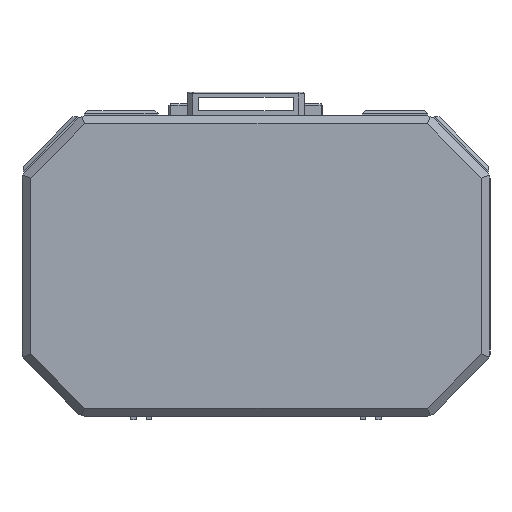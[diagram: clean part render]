
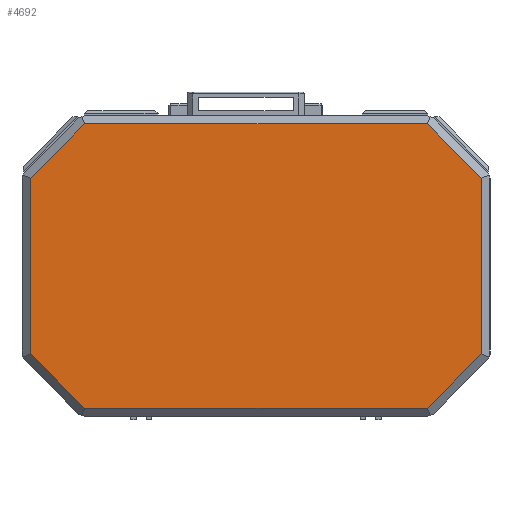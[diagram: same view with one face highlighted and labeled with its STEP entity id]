
A CAD part, front view. The second image highlights one B-rep face of the part: STEP entity #4692.
In plain terms, the highlighted planar face has unit normal (0, -1, 0).
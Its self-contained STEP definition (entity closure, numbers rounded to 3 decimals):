
#269=FACE_OUTER_BOUND('',#538,.T.);
#538=EDGE_LOOP('',(#3564,#3565,#3566,#3567,#3568,#3569,#3570,#3571));
#944=LINE('',#7069,#1557);
#953=LINE('',#7086,#1566);
#960=LINE('',#7101,#1573);
#961=LINE('',#7103,#1574);
#962=LINE('',#7105,#1575);
#963=LINE('',#7107,#1576);
#964=LINE('',#7109,#1577);
#965=LINE('',#7110,#1578);
#1557=VECTOR('',#5763,10.);
#1566=VECTOR('',#5774,10.);
#1573=VECTOR('',#5787,10.);
#1574=VECTOR('',#5788,10.);
#1575=VECTOR('',#5789,10.);
#1576=VECTOR('',#5790,10.);
#1577=VECTOR('',#5791,10.);
#1578=VECTOR('',#5792,10.);
#2099=VERTEX_POINT('',#7066);
#2100=VERTEX_POINT('',#7068);
#2107=VERTEX_POINT('',#7084);
#2112=VERTEX_POINT('',#7100);
#2113=VERTEX_POINT('',#7102);
#2114=VERTEX_POINT('',#7104);
#2115=VERTEX_POINT('',#7106);
#2116=VERTEX_POINT('',#7108);
#2626=EDGE_CURVE('',#2099,#2100,#944,.T.);
#2635=EDGE_CURVE('',#2107,#2099,#953,.T.);
#2642=EDGE_CURVE('',#2112,#2107,#960,.T.);
#2643=EDGE_CURVE('',#2113,#2112,#961,.T.);
#2644=EDGE_CURVE('',#2114,#2113,#962,.T.);
#2645=EDGE_CURVE('',#2115,#2114,#963,.T.);
#2646=EDGE_CURVE('',#2116,#2115,#964,.T.);
#2647=EDGE_CURVE('',#2100,#2116,#965,.T.);
#3564=ORIENTED_EDGE('',*,*,#2626,.F.);
#3565=ORIENTED_EDGE('',*,*,#2635,.F.);
#3566=ORIENTED_EDGE('',*,*,#2642,.F.);
#3567=ORIENTED_EDGE('',*,*,#2643,.F.);
#3568=ORIENTED_EDGE('',*,*,#2644,.F.);
#3569=ORIENTED_EDGE('',*,*,#2645,.F.);
#3570=ORIENTED_EDGE('',*,*,#2646,.F.);
#3571=ORIENTED_EDGE('',*,*,#2647,.F.);
#4435=PLANE('',#5024);
#4692=ADVANCED_FACE('',(#269),#4435,.T.);
#5024=AXIS2_PLACEMENT_3D('',#7099,#5785,#5786);
#5763=DIRECTION('',(-0.707,0.,-0.707));
#5774=DIRECTION('',(0.,0.,-1.));
#5785=DIRECTION('center_axis',(0.,-1.,0.));
#5786=DIRECTION('ref_axis',(0.,0.,-1.));
#5787=DIRECTION('',(0.707,0.,-0.707));
#5788=DIRECTION('',(1.,0.,0.));
#5789=DIRECTION('',(0.707,0.,0.707));
#5790=DIRECTION('',(0.,0.,1.));
#5791=DIRECTION('',(-0.707,0.,0.707));
#5792=DIRECTION('',(-1.,0.,0.));
#7066=CARTESIAN_POINT('',(67.5,-45.,-26.287));
#7068=CARTESIAN_POINT('',(51.287,-45.,-42.5));
#7069=CARTESIAN_POINT('',(48.724,-45.,-45.063));
#7084=CARTESIAN_POINT('',(67.5,-45.,26.287));
#7086=CARTESIAN_POINT('',(67.5,-45.,-13.661));
#7099=CARTESIAN_POINT('Origin',(0.,-45.,0.));
#7100=CARTESIAN_POINT('',(51.287,-45.,42.5));
#7101=CARTESIAN_POINT('',(57.563,-45.,36.224));
#7102=CARTESIAN_POINT('',(-51.287,-45.,42.5));
#7103=CARTESIAN_POINT('',(26.161,-45.,42.5));
#7104=CARTESIAN_POINT('',(-67.5,-45.,26.287));
#7105=CARTESIAN_POINT('',(-48.724,-45.,45.063));
#7106=CARTESIAN_POINT('',(-67.5,-45.,-26.287));
#7107=CARTESIAN_POINT('',(-67.5,-45.,13.661));
#7108=CARTESIAN_POINT('',(-51.287,-45.,-42.5));
#7109=CARTESIAN_POINT('',(-57.563,-45.,-36.224));
#7110=CARTESIAN_POINT('',(-26.161,-45.,-42.5));
